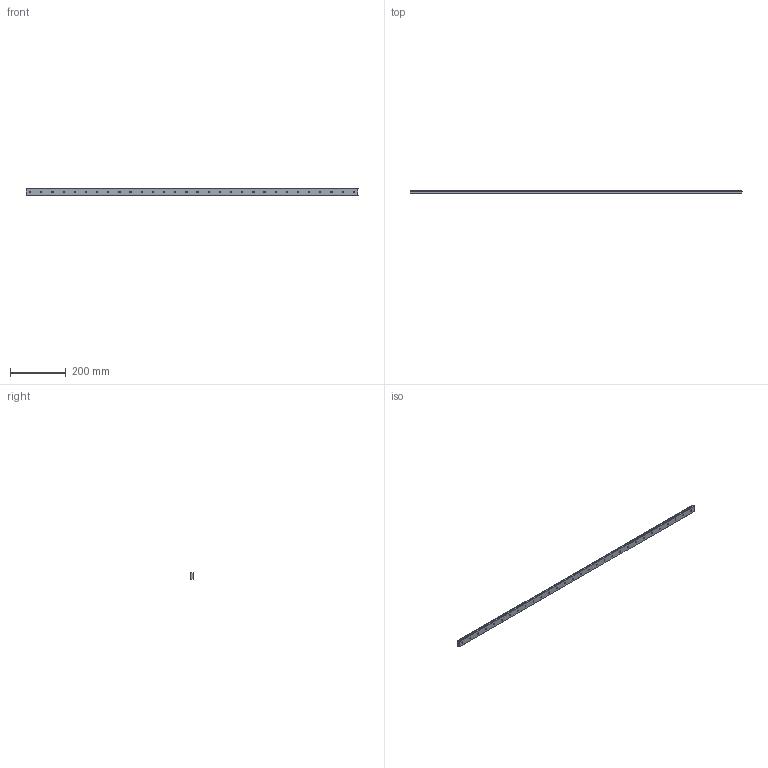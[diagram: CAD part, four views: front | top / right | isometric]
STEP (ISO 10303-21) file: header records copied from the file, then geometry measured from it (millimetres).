
FILE_DESCRIPTION (( 'STEP AP214' ), '1' );
FILE_NAME ('SRS12WSSS-1190LM_G15_0_0_0_0_0_1.STEP', '2021-08-09T13:04:12', ( '' ), ( '' ), 'SwSTEP 2.0', 'SolidWorks 2021', '' );
FILE_SCHEMA (( 'AUTOMOTIVE_DESIGN' ));
Length unit declared in the file: millimetre
Products named in the file (2): SRS12WSSS-1190LM_G15_0_0_0_0_0_1; _SRS12WS119015 Track
Assembly tree (1 placements, depth 2):
  SRS12WSSS-1190LM_G15_0_0_0_0_0_1
    _SRS12WS119015 Track
Bounding box: 1190 x 8.5 x 24 mm (x, y, z)
Volume: 230977.1 mm3; surface area: 81979.9 mm2
Topology: 1 solids, 1 shells, 169 faces, 411 edges, 274 vertices
Faces by surface type: cylinder 127, plane 42
Entity records: 5285 total; most frequent: DIRECTION 1011, CARTESIAN_POINT 858, ORIENTED_EDGE 822, AXIS2_PLACEMENT_3D 427, EDGE_CURVE 411, VERTEX_POINT 274, EDGE_LOOP 259, CIRCLE 254
